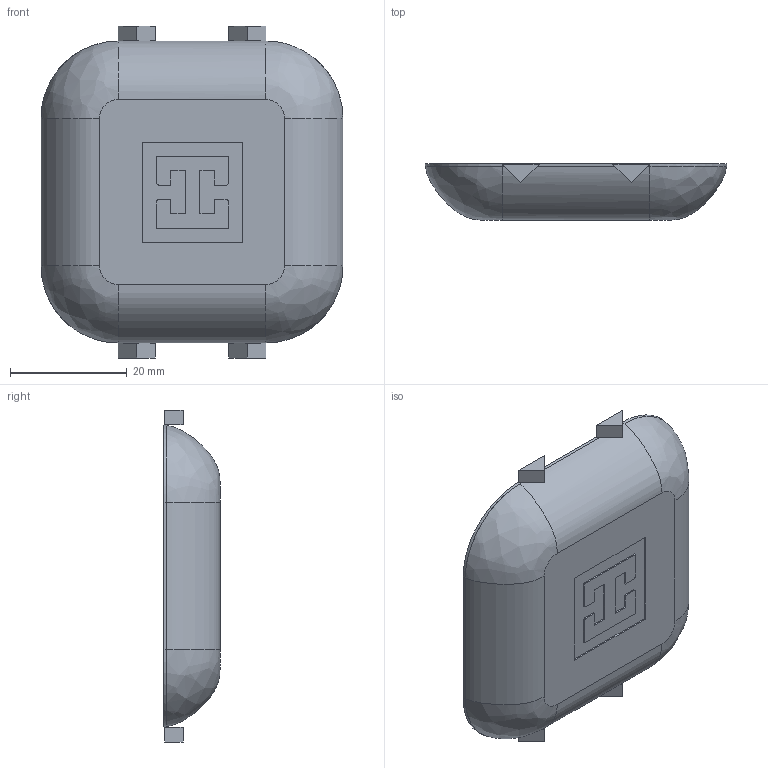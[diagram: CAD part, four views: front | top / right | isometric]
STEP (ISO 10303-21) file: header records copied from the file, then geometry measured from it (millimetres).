
FILE_DESCRIPTION(/* description */ (''),/* implementation_level */ '2;1');
FILE_NAME(/* name */ 'Case Bottom.stp',/* time_stamp */ '2016-01-15T12:52:30-08:00',/* author */ ('Sam Clay'),/* organization */ ('Turn Touch'),/* preprocessor_version */ 'ST-DEVELOPER v16.1',/* originating_system */ 'Autodesk Inventor 2016',/* authorisation */ '');
FILE_SCHEMA (('AUTOMOTIVE_DESIGN { 1 0 10303 214 3 1 1 }'));
Length unit declared in the file: inch
Products named in the file (1): Case Bottom
Bounding box: 51.83 x 9.65 x 56.99 mm (x, y, z)
Volume: 6518.9 mm3; surface area: 7566 mm2
Topology: 6 solids, 6 shells, 107 faces, 250 edges, 156 vertices
Faces by surface type: plane 63, bspline 44
Entity records: 4340 total; most frequent: CARTESIAN_POINT 2150, ORIENTED_EDGE 500, DIRECTION 322, EDGE_CURVE 250, LINE 162, VECTOR 162, VERTEX_POINT 156, EDGE_LOOP 110
